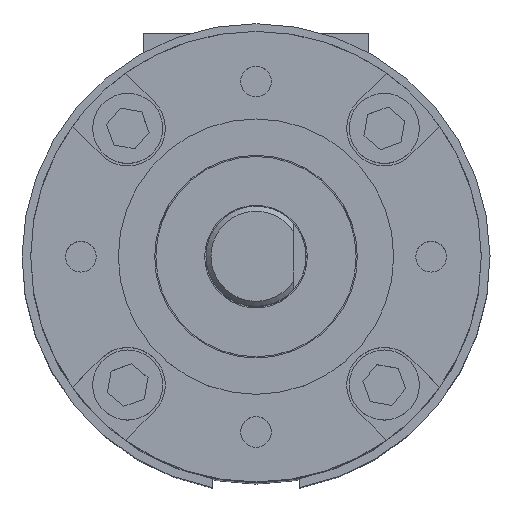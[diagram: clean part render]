
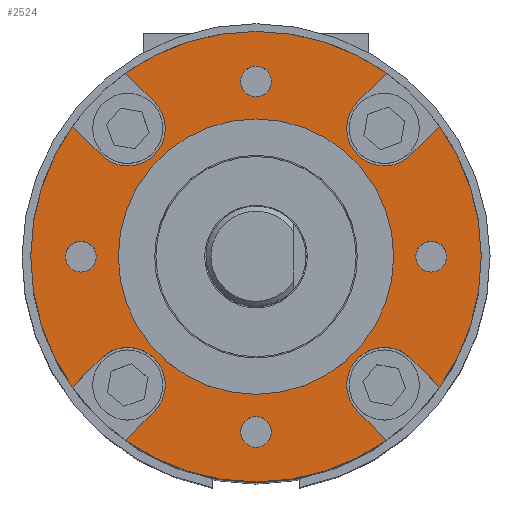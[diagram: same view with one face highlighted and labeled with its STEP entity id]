
A CAD part, top view. The second image highlights one B-rep face of the part: STEP entity #2524.
In plain terms, the highlighted planar face has unit normal (0, 0, 1).
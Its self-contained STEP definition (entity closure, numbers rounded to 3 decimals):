
#34=FACE_BOUND('',#901,.T.);
#35=FACE_BOUND('',#902,.T.);
#36=FACE_BOUND('',#903,.T.);
#37=FACE_BOUND('',#904,.T.);
#38=FACE_BOUND('',#905,.T.);
#109=PLANE('',#2737);
#259=LINE('',#3869,#496);
#261=LINE('',#3874,#498);
#265=LINE('',#3884,#502);
#267=LINE('',#3889,#504);
#271=LINE('',#3899,#508);
#273=LINE('',#3904,#510);
#277=LINE('',#3914,#514);
#279=LINE('',#3919,#516);
#496=VECTOR('',#3144,10.);
#498=VECTOR('',#3148,10.);
#502=VECTOR('',#3160,10.);
#504=VECTOR('',#3164,10.);
#508=VECTOR('',#3176,10.);
#510=VECTOR('',#3180,10.);
#514=VECTOR('',#3192,10.);
#516=VECTOR('',#3196,10.);
#740=FACE_OUTER_BOUND('',#900,.T.);
#900=EDGE_LOOP('',(#1932,#1933,#1934,#1935,#1936,#1937,#1938,#1939,#1940,
#1941,#1942,#1943,#1944,#1945,#1946,#1947,#1948));
#901=EDGE_LOOP('',(#1949));
#902=EDGE_LOOP('',(#1950));
#903=EDGE_LOOP('',(#1951));
#904=EDGE_LOOP('',(#1952));
#905=EDGE_LOOP('',(#1953));
#1017=CIRCLE('',#2650,1.23);
#1019=CIRCLE('',#2654,1.23);
#1021=CIRCLE('',#2658,1.23);
#1023=CIRCLE('',#2662,1.23);
#1041=CIRCLE('',#2720,3.);
#1042=CIRCLE('',#2725,3.);
#1043=CIRCLE('',#2730,3.);
#1044=CIRCLE('',#2735,3.);
#1045=CIRCLE('',#2738,18.);
#1046=CIRCLE('',#2739,18.);
#1047=CIRCLE('',#2740,18.);
#1048=CIRCLE('',#2741,18.);
#1049=CIRCLE('',#2742,18.);
#1050=CIRCLE('',#2743,11.);
#1108=VERTEX_POINT('',#3629);
#1110=VERTEX_POINT('',#3636);
#1112=VERTEX_POINT('',#3643);
#1114=VERTEX_POINT('',#3650);
#1188=VERTEX_POINT('',#3865);
#1189=VERTEX_POINT('',#3867);
#1190=VERTEX_POINT('',#3871);
#1191=VERTEX_POINT('',#3873);
#1192=VERTEX_POINT('',#3880);
#1193=VERTEX_POINT('',#3882);
#1194=VERTEX_POINT('',#3886);
#1195=VERTEX_POINT('',#3888);
#1196=VERTEX_POINT('',#3895);
#1197=VERTEX_POINT('',#3897);
#1198=VERTEX_POINT('',#3901);
#1199=VERTEX_POINT('',#3903);
#1200=VERTEX_POINT('',#3910);
#1201=VERTEX_POINT('',#3912);
#1202=VERTEX_POINT('',#3916);
#1203=VERTEX_POINT('',#3918);
#1204=VERTEX_POINT('',#3927);
#1205=VERTEX_POINT('',#3931);
#1333=EDGE_CURVE('',#1108,#1108,#1017,.T.);
#1336=EDGE_CURVE('',#1110,#1110,#1019,.T.);
#1339=EDGE_CURVE('',#1112,#1112,#1021,.T.);
#1342=EDGE_CURVE('',#1114,#1114,#1023,.T.);
#1447=EDGE_CURVE('',#1188,#1189,#259,.T.);
#1449=EDGE_CURVE('',#1191,#1190,#261,.T.);
#1451=EDGE_CURVE('',#1189,#1191,#1041,.T.);
#1454=EDGE_CURVE('',#1192,#1193,#265,.T.);
#1456=EDGE_CURVE('',#1195,#1194,#267,.T.);
#1458=EDGE_CURVE('',#1193,#1195,#1042,.T.);
#1461=EDGE_CURVE('',#1196,#1197,#271,.T.);
#1463=EDGE_CURVE('',#1199,#1198,#273,.T.);
#1465=EDGE_CURVE('',#1197,#1199,#1043,.T.);
#1468=EDGE_CURVE('',#1200,#1201,#277,.T.);
#1470=EDGE_CURVE('',#1203,#1202,#279,.T.);
#1472=EDGE_CURVE('',#1201,#1203,#1044,.T.);
#1473=EDGE_CURVE('',#1190,#1196,#1045,.T.);
#1474=EDGE_CURVE('',#1198,#1200,#1046,.T.);
#1475=EDGE_CURVE('',#1202,#1204,#1047,.T.);
#1476=EDGE_CURVE('',#1204,#1192,#1048,.T.);
#1477=EDGE_CURVE('',#1194,#1188,#1049,.T.);
#1478=EDGE_CURVE('',#1205,#1205,#1050,.T.);
#1932=ORIENTED_EDGE('',*,*,#1447,.T.);
#1933=ORIENTED_EDGE('',*,*,#1451,.T.);
#1934=ORIENTED_EDGE('',*,*,#1449,.T.);
#1935=ORIENTED_EDGE('',*,*,#1473,.T.);
#1936=ORIENTED_EDGE('',*,*,#1461,.T.);
#1937=ORIENTED_EDGE('',*,*,#1465,.T.);
#1938=ORIENTED_EDGE('',*,*,#1463,.T.);
#1939=ORIENTED_EDGE('',*,*,#1474,.T.);
#1940=ORIENTED_EDGE('',*,*,#1468,.T.);
#1941=ORIENTED_EDGE('',*,*,#1472,.T.);
#1942=ORIENTED_EDGE('',*,*,#1470,.T.);
#1943=ORIENTED_EDGE('',*,*,#1475,.T.);
#1944=ORIENTED_EDGE('',*,*,#1476,.T.);
#1945=ORIENTED_EDGE('',*,*,#1454,.T.);
#1946=ORIENTED_EDGE('',*,*,#1458,.T.);
#1947=ORIENTED_EDGE('',*,*,#1456,.T.);
#1948=ORIENTED_EDGE('',*,*,#1477,.T.);
#1949=ORIENTED_EDGE('',*,*,#1333,.T.);
#1950=ORIENTED_EDGE('',*,*,#1336,.T.);
#1951=ORIENTED_EDGE('',*,*,#1339,.T.);
#1952=ORIENTED_EDGE('',*,*,#1342,.T.);
#1953=ORIENTED_EDGE('',*,*,#1478,.T.);
#2524=ADVANCED_FACE('',(#740,#34,#35,#36,#37,#38),#109,.T.);
#2650=AXIS2_PLACEMENT_3D('',#3630,#2918,#2919);
#2654=AXIS2_PLACEMENT_3D('',#3637,#2927,#2928);
#2658=AXIS2_PLACEMENT_3D('',#3644,#2936,#2937);
#2662=AXIS2_PLACEMENT_3D('',#3651,#2945,#2946);
#2720=AXIS2_PLACEMENT_3D('',#3877,#3152,#3153);
#2725=AXIS2_PLACEMENT_3D('',#3892,#3168,#3169);
#2730=AXIS2_PLACEMENT_3D('',#3907,#3184,#3185);
#2735=AXIS2_PLACEMENT_3D('',#3922,#3200,#3201);
#2737=AXIS2_PLACEMENT_3D('',#3924,#3204,#3205);
#2738=AXIS2_PLACEMENT_3D('',#3925,#3206,#3207);
#2739=AXIS2_PLACEMENT_3D('',#3926,#3208,#3209);
#2740=AXIS2_PLACEMENT_3D('',#3928,#3210,#3211);
#2741=AXIS2_PLACEMENT_3D('',#3929,#3212,#3213);
#2742=AXIS2_PLACEMENT_3D('',#3930,#3214,#3215);
#2743=AXIS2_PLACEMENT_3D('',#3932,#3216,#3217);
#2918=DIRECTION('center_axis',(0.,0.,-1.));
#2919=DIRECTION('ref_axis',(1.,0.,0.));
#2927=DIRECTION('center_axis',(0.,0.,-1.));
#2928=DIRECTION('ref_axis',(1.,0.,0.));
#2936=DIRECTION('center_axis',(0.,0.,-1.));
#2937=DIRECTION('ref_axis',(1.,0.,0.));
#2945=DIRECTION('center_axis',(0.,0.,-1.));
#2946=DIRECTION('ref_axis',(1.,0.,0.));
#3144=DIRECTION('',(-0.707,0.707,0.));
#3148=DIRECTION('',(0.707,-0.707,0.));
#3152=DIRECTION('center_axis',(0.,0.,-1.));
#3153=DIRECTION('ref_axis',(1.,0.,0.));
#3160=DIRECTION('',(0.707,0.707,0.));
#3164=DIRECTION('',(-0.707,-0.707,0.));
#3168=DIRECTION('center_axis',(0.,0.,-1.));
#3169=DIRECTION('ref_axis',(1.,0.,0.));
#3176=DIRECTION('',(-0.707,-0.707,0.));
#3180=DIRECTION('',(0.707,0.707,0.));
#3184=DIRECTION('center_axis',(0.,0.,-1.));
#3185=DIRECTION('ref_axis',(1.,0.,0.));
#3192=DIRECTION('',(0.707,-0.707,0.));
#3196=DIRECTION('',(-0.707,0.707,0.));
#3200=DIRECTION('center_axis',(0.,0.,-1.));
#3201=DIRECTION('ref_axis',(1.,0.,0.));
#3204=DIRECTION('center_axis',(0.,0.,1.));
#3205=DIRECTION('ref_axis',(1.,0.,0.));
#3206=DIRECTION('center_axis',(0.,0.,1.));
#3207=DIRECTION('ref_axis',(1.,0.,0.));
#3208=DIRECTION('center_axis',(0.,0.,1.));
#3209=DIRECTION('ref_axis',(1.,0.,0.));
#3210=DIRECTION('center_axis',(0.,0.,1.));
#3211=DIRECTION('ref_axis',(1.,0.,0.));
#3212=DIRECTION('center_axis',(0.,0.,1.));
#3213=DIRECTION('ref_axis',(1.,0.,0.));
#3214=DIRECTION('center_axis',(0.,0.,1.));
#3215=DIRECTION('ref_axis',(1.,0.,0.));
#3216=DIRECTION('center_axis',(0.,0.,-1.));
#3217=DIRECTION('ref_axis',(1.,0.,0.));
#3629=CARTESIAN_POINT('',(12.771,0.,99.5));
#3630=CARTESIAN_POINT('Origin',(14.,0.,99.5));
#3636=CARTESIAN_POINT('',(-15.23,0.,99.5));
#3637=CARTESIAN_POINT('Origin',(-14.,0.,99.5));
#3643=CARTESIAN_POINT('',(-1.23,14.,99.5));
#3644=CARTESIAN_POINT('Origin',(0.,14.,99.5));
#3650=CARTESIAN_POINT('',(-1.23,-14.,99.5));
#3651=CARTESIAN_POINT('Origin',(0.,-14.,99.5));
#3865=CARTESIAN_POINT('',(10.429,-14.671,99.5));
#3867=CARTESIAN_POINT('',(8.132,-12.374,99.5));
#3869=CARTESIAN_POINT('',(5.341,-9.584,99.5));
#3871=CARTESIAN_POINT('',(14.671,-10.429,99.5));
#3873=CARTESIAN_POINT('',(12.374,-8.132,99.5));
#3874=CARTESIAN_POINT('',(7.248,-3.005,99.5));
#3877=CARTESIAN_POINT('Origin',(10.253,-10.253,99.5));
#3880=CARTESIAN_POINT('',(-14.671,-10.429,99.5));
#3882=CARTESIAN_POINT('',(-12.374,-8.132,99.5));
#3884=CARTESIAN_POINT('',(-9.584,-5.341,99.5));
#3886=CARTESIAN_POINT('',(-10.429,-14.671,99.5));
#3888=CARTESIAN_POINT('',(-8.132,-12.374,99.5));
#3889=CARTESIAN_POINT('',(-3.005,-7.248,99.5));
#3892=CARTESIAN_POINT('Origin',(-10.253,-10.253,99.5));
#3895=CARTESIAN_POINT('',(14.671,10.429,99.5));
#3897=CARTESIAN_POINT('',(12.374,8.132,99.5));
#3899=CARTESIAN_POINT('',(9.584,5.341,99.5));
#3901=CARTESIAN_POINT('',(10.429,14.671,99.5));
#3903=CARTESIAN_POINT('',(8.132,12.374,99.5));
#3904=CARTESIAN_POINT('',(3.005,7.248,99.5));
#3907=CARTESIAN_POINT('Origin',(10.253,10.253,99.5));
#3910=CARTESIAN_POINT('',(-10.429,14.671,99.5));
#3912=CARTESIAN_POINT('',(-8.132,12.374,99.5));
#3914=CARTESIAN_POINT('',(-5.341,9.584,99.5));
#3916=CARTESIAN_POINT('',(-14.671,10.429,99.5));
#3918=CARTESIAN_POINT('',(-12.374,8.132,99.5));
#3919=CARTESIAN_POINT('',(-7.248,3.005,99.5));
#3922=CARTESIAN_POINT('Origin',(-10.253,10.253,99.5));
#3924=CARTESIAN_POINT('Origin',(0.,0.,99.5));
#3925=CARTESIAN_POINT('Origin',(0.,0.,99.5));
#3926=CARTESIAN_POINT('Origin',(0.,0.,99.5));
#3927=CARTESIAN_POINT('',(-18.,0.,99.5));
#3928=CARTESIAN_POINT('Origin',(0.,0.,99.5));
#3929=CARTESIAN_POINT('Origin',(0.,0.,99.5));
#3930=CARTESIAN_POINT('Origin',(0.,0.,99.5));
#3931=CARTESIAN_POINT('',(-11.,0.,99.5));
#3932=CARTESIAN_POINT('Origin',(0.,0.,99.5));
